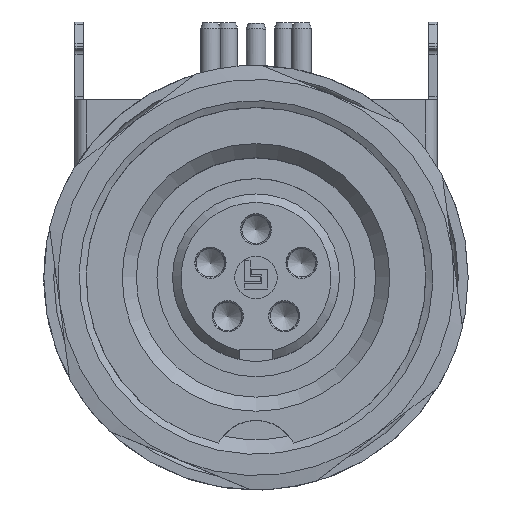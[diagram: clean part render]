
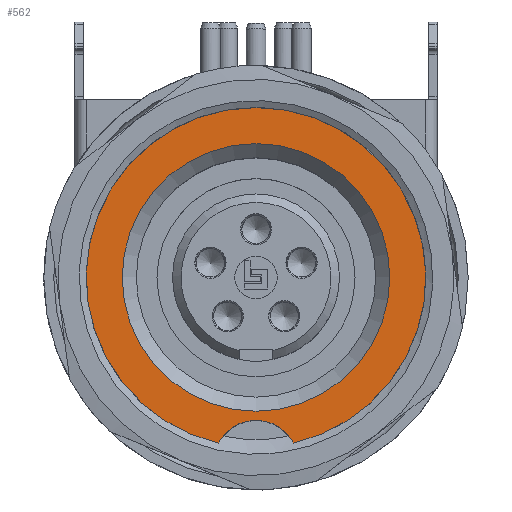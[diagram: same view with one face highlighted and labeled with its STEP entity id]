
A CAD part, top view. The second image highlights one B-rep face of the part: STEP entity #562.
In plain terms, the highlighted planar face has unit normal (0, 0, 1).
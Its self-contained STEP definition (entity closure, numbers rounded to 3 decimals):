
#250=PLANE('',#4276);
#562=ADVANCED_FACE('',(#904,#905),#250,.T.);
#904=FACE_BOUND('',#1063,.T.);
#905=FACE_BOUND('',#1064,.T.);
#1063=EDGE_LOOP('',(#1928,#1929));
#1064=EDGE_LOOP('',(#1930));
#1928=ORIENTED_EDGE('',*,*,#3476,.F.);
#1929=ORIENTED_EDGE('',*,*,#3473,.F.);
#1930=ORIENTED_EDGE('',*,*,#3477,.T.);
#3070=VERTEX_POINT('',#6129);
#3071=VERTEX_POINT('',#6131);
#3073=VERTEX_POINT('',#6139);
#3473=EDGE_CURVE('',#3070,#3071,#4038,.T.);
#3476=EDGE_CURVE('',#3071,#3070,#4040,.T.);
#3477=EDGE_CURVE('',#3073,#3073,#4041,.T.);
#4038=CIRCLE('',#4270,6.);
#4040=CIRCLE('',#4274,1.5);
#4041=CIRCLE('',#4275,4.73);
#4270=AXIS2_PLACEMENT_3D('',#6130,#4818,#4819);
#4274=AXIS2_PLACEMENT_3D('',#6137,#4827,#4828);
#4275=AXIS2_PLACEMENT_3D('',#6138,#4829,#4830);
#4276=AXIS2_PLACEMENT_3D('',#6140,#4831,#4832);
#4818=DIRECTION('',(0.,0.,-1.));
#4819=DIRECTION('',(1.,0.,0.));
#4827=DIRECTION('',(0.,0.,1.));
#4828=DIRECTION('',(-1.,0.,0.));
#4829=DIRECTION('',(0.,0.,-1.));
#4830=DIRECTION('',(-1.,0.,0.));
#4831=DIRECTION('',(0.,0.,1.));
#4832=DIRECTION('',(-1.,0.,0.));
#6129=CARTESIAN_POINT('',(-1.327,-5.851,6.6));
#6130=CARTESIAN_POINT('',(0.,0.,6.6));
#6131=CARTESIAN_POINT('',(1.327,-5.851,6.6));
#6137=CARTESIAN_POINT('',(0.,-6.55,6.6));
#6138=CARTESIAN_POINT('',(0.,0.,6.6));
#6139=CARTESIAN_POINT('',(-4.73,0.,6.6));
#6140=CARTESIAN_POINT('',(0.,0.,6.6));
